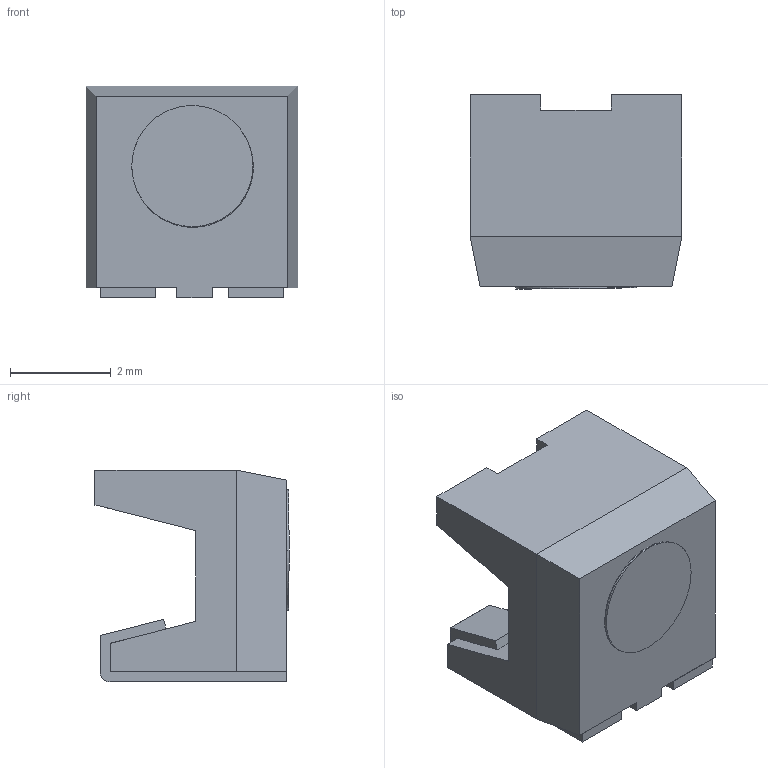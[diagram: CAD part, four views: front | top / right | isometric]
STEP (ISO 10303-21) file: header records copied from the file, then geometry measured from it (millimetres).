
FILE_DESCRIPTION(/* description */ (''),/* implementation_level */ '2;1');
FILE_NAME(/* name */ 'PLCC-2~3',/* time_stamp */ '2018-02-23T13:17:42+03:00',/* author */ (''),/* organization */ (''),/* preprocessor_version */ 'ST-DEVELOPER v15',/* originating_system */ '',/* authorisation */ '');
FILE_SCHEMA (('AUTOMOTIVE_DESIGN'));
Length unit declared in the file: millimetre
Products named in the file (1): Document
Bounding box: 4.2 x 3.85 x 4.2 mm (x, y, z)
Volume: 45.4 mm3; surface area: 143.3 mm2
Topology: 5 solids, 5 shells, 64 faces, 155 edges, 102 vertices
Faces by surface type: plane 56, bspline 8
Entity records: 1812 total; most frequent: CARTESIAN_POINT 671, ORIENTED_EDGE 310, EDGE_CURVE 155, B_SPLINE_CURVE_WITH_KNOTS 134, VERTEX_POINT 102, EDGE_LOOP 65, ADVANCED_FACE 64, FACE_OUTER_BOUND 64
